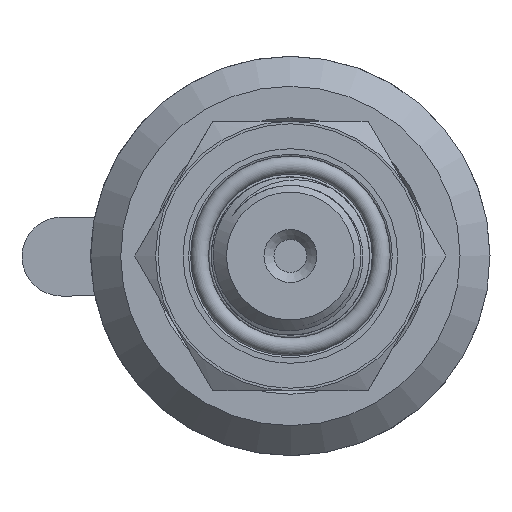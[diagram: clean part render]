
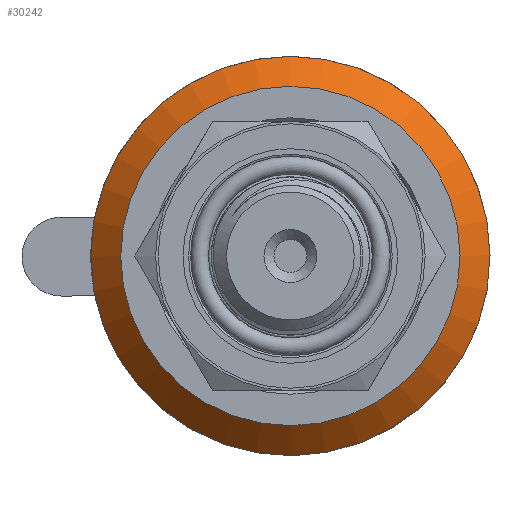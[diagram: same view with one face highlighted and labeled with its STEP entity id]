
A CAD part, left-side view. The second image highlights one B-rep face of the part: STEP entity #30242.
In plain terms, the highlighted conical face has half-angle 45 degrees and reference radius 18.5 mm.
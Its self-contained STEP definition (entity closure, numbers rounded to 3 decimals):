
#260=CONICAL_SURFACE('',#31983,18.5,0.785);
#2308=FACE_OUTER_BOUND('',#4037,.T.);
#4037=EDGE_LOOP('',(#23334,#23335,#23336,#23337));
#5453=CIRCLE('',#31982,20.);
#5454=CIRCLE('',#31984,17.);
#7431=LINE('',#57550,#10378);
#10378=VECTOR('',#35319,18.5);
#13689=VERTEX_POINT('',#57545);
#13690=VERTEX_POINT('',#57549);
#17236=EDGE_CURVE('',#13689,#13689,#5453,.T.);
#17237=EDGE_CURVE('',#13689,#13690,#7431,.T.);
#17238=EDGE_CURVE('',#13690,#13690,#5454,.T.);
#23334=ORIENTED_EDGE('',*,*,#17236,.F.);
#23335=ORIENTED_EDGE('',*,*,#17237,.T.);
#23336=ORIENTED_EDGE('',*,*,#17238,.T.);
#23337=ORIENTED_EDGE('',*,*,#17237,.F.);
#30242=ADVANCED_FACE('',(#2308),#260,.T.);
#31982=AXIS2_PLACEMENT_3D('',#57547,#35315,#35316);
#31983=AXIS2_PLACEMENT_3D('',#57548,#35317,#35318);
#31984=AXIS2_PLACEMENT_3D('',#57551,#35320,#35321);
#35315=DIRECTION('center_axis',(-1.,0.,0.));
#35316=DIRECTION('ref_axis',(0.,0.,
-1.));
#35317=DIRECTION('center_axis',(-1.,0.,0.));
#35318=DIRECTION('ref_axis',(0.,-1.,0.));
#35319=DIRECTION('',(0.707,-0.707,0.));
#35320=DIRECTION('center_axis',(-1.,0.,0.));
#35321=DIRECTION('ref_axis',(0.,0.,
-1.));
#57545=CARTESIAN_POINT('',(21.,20.,0.));
#57547=CARTESIAN_POINT('Origin',(21.,0.,0.));
#57548=CARTESIAN_POINT('Origin',(22.5,0.,0.));
#57549=CARTESIAN_POINT('',(24.,17.,0.));
#57550=CARTESIAN_POINT('',(22.5,18.5,0.));
#57551=CARTESIAN_POINT('Origin',(24.,0.,0.));
